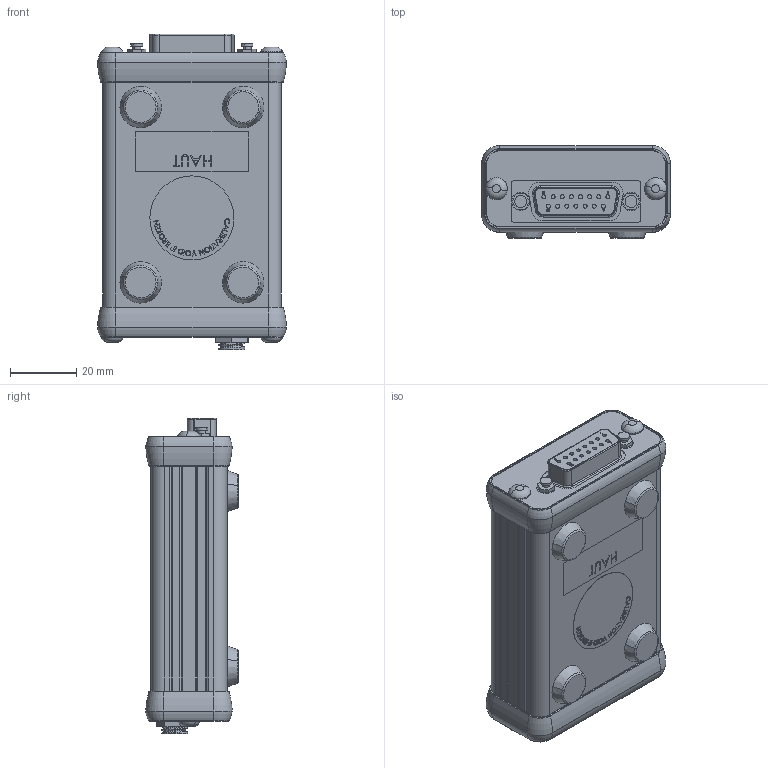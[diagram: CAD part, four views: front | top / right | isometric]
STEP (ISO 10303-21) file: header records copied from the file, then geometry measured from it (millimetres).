
FILE_DESCRIPTION (( 'STEP AP214' ), '1' );
FILE_NAME ('SK-10077- U-LINK RS232.STEP', '2020-02-05T17:28:49', ( '' ), ( '' ), 'SwSTEP 2.0', 'SolidWorks 2019', '' );
FILE_SCHEMA (( 'AUTOMOTIVE_DESIGN' ));
Length unit declared in the file: millimetre
Products named in the file (1): SK-10077- U-LINK RS232
Bounding box: 57.13 x 27.96 x 95.47 mm (x, y, z)
Volume: 33506.4 mm3; surface area: 49326.4 mm2
Topology: 48 solids, 48 shells, 3943 faces, 10762 edges, 7076 vertices
Faces by surface type: plane 2759, bspline 606, cylinder 486, torus 50, cone 38, sphere 4
Entity records: 201117 total; most frequent: CARTESIAN_POINT 60952, ORIENTED_EDGE 21516, DIRECTION 17123, EDGE_CURVE 10758, LINE 8407, VECTOR 8407, VERTEX_POINT 7074, AXIS2_PLACEMENT_3D 4358
